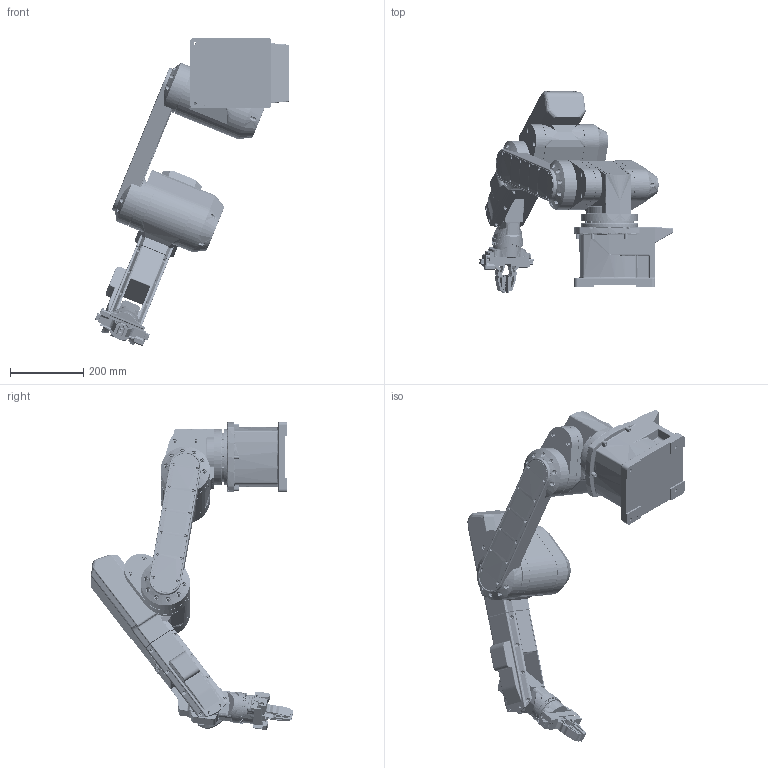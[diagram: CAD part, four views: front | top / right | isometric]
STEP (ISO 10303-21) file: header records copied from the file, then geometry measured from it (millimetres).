
FILE_DESCRIPTION(('FreeCAD Model'),'2;1');
FILE_NAME('Open CASCADE Shape Model','2025-04-17T16:11:42',('FreeCAD'),( 'FreeCAD'),'Open CASCADE STEP processor 7.6','FreeCAD','Unknown');
FILE_SCHEMA(('AUTOMOTIVE_DESIGN { 1 0 10303 214 1 1 1 1 }'));
Products named in the file (1): Open CASCADE STEP translator 7.6 1
Bounding box: 529.13 x 552.06 x 840.99 mm (x, y, z)
Surface area: 1539346.4 mm2 (no closed solid volume)
Topology: 0 solids, 2756 shells, 2756 faces, 35767 edges, 35738 vertices
Faces by surface type: bspline 2756
Entity records: 342279 total; most frequent: CARTESIAN_POINT 187195, VERTEX_POINT 35751, ORIENTED_EDGE 35749, EDGE_CURVE 35749, B_SPLINE_CURVE_WITH_KNOTS 32103, FACE_BOUND 3058, EDGE_LOOP 3058, SHELL_BASED_SURFACE_MODEL 2756
